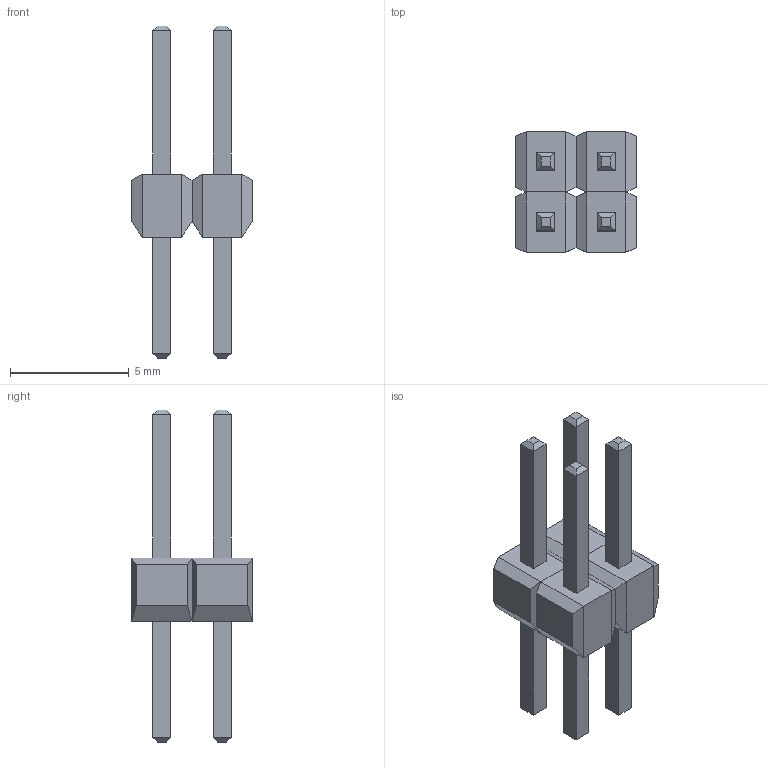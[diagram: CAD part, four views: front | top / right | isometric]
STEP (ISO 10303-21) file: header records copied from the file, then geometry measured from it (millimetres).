
FILE_DESCRIPTION(('STEP AP214'),'1');
FILE_NAME('67996-104HLF_FCI','2020-04-14T15:20:54',(''),(''),'','','');
FILE_SCHEMA(('AUTOMOTIVE_DESIGN'));
Length unit declared in the file: millimetre
Products named in the file (1): product
Bounding box: 5.08 x 5.08 x 13.97 mm (x, y, z)
Volume: 88.9 mm3; surface area: 269.3 mm2
Topology: 10 solids, 10 shells, 132 faces, 264 edges, 152 vertices
Faces by surface type: plane 132
Entity records: 3153 total; most frequent: DIRECTION 530, ORIENTED_EDGE 528, CARTESIAN_POINT 285, EDGE_CURVE 264, LINE 264, VECTOR 264, VERTEX_POINT 152, AXIS2_PLACEMENT_3D 133
